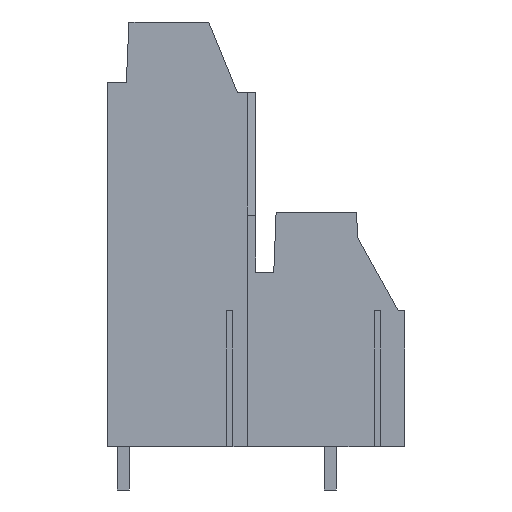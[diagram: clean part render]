
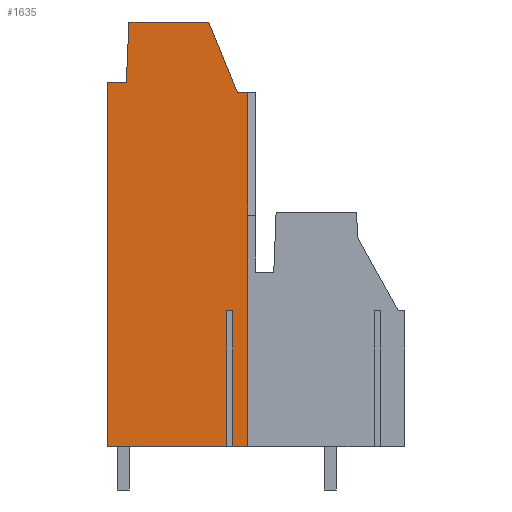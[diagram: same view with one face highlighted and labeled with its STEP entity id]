
A CAD part, left-side view. The second image highlights one B-rep face of the part: STEP entity #1635.
In plain terms, the highlighted planar face has unit normal (-1, 0, 0).
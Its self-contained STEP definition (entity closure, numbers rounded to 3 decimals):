
#1569=AXIS2_PLACEMENT_3D('Plane Axis2P3D',#1566,#1567,#1568) ;
#769=CARTESIAN_POINT('Line Origine',(0.,12.12,3.2)) ;
#773=CARTESIAN_POINT('Vertex',(0.,11.574,3.2)) ;
#775=CARTESIAN_POINT('Vertex',(0.,12.665,3.2)) ;
#824=CARTESIAN_POINT('Vertex',(0.,13.115,3.2)) ;
#827=CARTESIAN_POINT('Line Origine',(0.,17.528,3.2)) ;
#831=CARTESIAN_POINT('Vertex',(0.,21.94,3.2)) ;
#1340=CARTESIAN_POINT('Vertex',(0.,11.574,29.26)) ;
#1343=CARTESIAN_POINT('Line Origine',(0.,11.574,16.23)) ;
#1549=CARTESIAN_POINT('Vertex',(0.,12.337,29.26)) ;
#1552=CARTESIAN_POINT('Line Origine',(0.,11.956,29.26)) ;
#1566=CARTESIAN_POINT('Axis2P3D Location',(0.,11.,17.2)) ;
#1572=CARTESIAN_POINT('Control Point',(0.,20.328,34.47)) ;
#1573=CARTESIAN_POINT('Control Point',(0.,20.521,30.05)) ;
#1574=CARTESIAN_POINT('Vertex',(0.,20.328,34.47)) ;
#1576=CARTESIAN_POINT('Vertex',(0.,20.521,30.05)) ;
#1579=CARTESIAN_POINT('Line Origine',(0.,16.853,30.05)) ;
#1583=CARTESIAN_POINT('Vertex',(0.,21.94,30.05)) ;
#1586=CARTESIAN_POINT('Line Origine',(0.,21.94,34.47)) ;
#1591=CARTESIAN_POINT('Line Origine',(0.,13.115,34.47)) ;
#1595=CARTESIAN_POINT('Vertex',(0.,13.115,13.2)) ;
#1598=CARTESIAN_POINT('Line Origine',(0.,16.853,13.2)) ;
#1602=CARTESIAN_POINT('Vertex',(0.,12.665,13.2)) ;
#1605=CARTESIAN_POINT('Line Origine',(0.,12.665,34.47)) ;
#1611=CARTESIAN_POINT('Control Point',(0.,12.337,29.26)) ;
#1612=CARTESIAN_POINT('Control Point',(0.,14.449,34.47)) ;
#1613=CARTESIAN_POINT('Vertex',(0.,14.449,34.47)) ;
#1616=CARTESIAN_POINT('Line Origine',(0.,16.853,34.47)) ;
#770=DIRECTION('Vector Direction',(0.,1.,0.)) ;
#828=DIRECTION('Vector Direction',(0.,1.,0.)) ;
#1344=DIRECTION('Vector Direction',(0.,0.,-1.)) ;
#1553=DIRECTION('Vector Direction',(0.,1.,0.)) ;
#1567=DIRECTION('Axis2P3D Direction',(1.,0.,0.)) ;
#1568=DIRECTION('Axis2P3D XDirection',(0.,1.,0.)) ;
#1580=DIRECTION('Vector Direction',(0.,1.,0.)) ;
#1587=DIRECTION('Vector Direction',(0.,0.,1.)) ;
#1592=DIRECTION('Vector Direction',(0.,0.,1.)) ;
#1599=DIRECTION('Vector Direction',(0.,1.,0.)) ;
#1606=DIRECTION('Vector Direction',(0.,0.,1.)) ;
#1617=DIRECTION('Vector Direction',(0.,1.,0.)) ;
#771=VECTOR('Line Direction',#770,1.) ;
#829=VECTOR('Line Direction',#828,1.) ;
#1345=VECTOR('Line Direction',#1344,1.) ;
#1554=VECTOR('Line Direction',#1553,1.) ;
#1581=VECTOR('Line Direction',#1580,1.) ;
#1588=VECTOR('Line Direction',#1587,1.) ;
#1593=VECTOR('Line Direction',#1592,1.) ;
#1600=VECTOR('Line Direction',#1599,1.) ;
#1607=VECTOR('Line Direction',#1606,1.) ;
#1618=VECTOR('Line Direction',#1617,1.) ;
#1622=ORIENTED_EDGE('',*,*,#1578,.T.) ;
#1623=ORIENTED_EDGE('',*,*,#1585,.T.) ;
#1624=ORIENTED_EDGE('',*,*,#1590,.T.) ;
#1625=ORIENTED_EDGE('',*,*,#833,.F.) ;
#1626=ORIENTED_EDGE('',*,*,#1597,.T.) ;
#1627=ORIENTED_EDGE('',*,*,#1604,.T.) ;
#1628=ORIENTED_EDGE('',*,*,#1609,.F.) ;
#1629=ORIENTED_EDGE('',*,*,#777,.F.) ;
#1630=ORIENTED_EDGE('',*,*,#1347,.F.) ;
#1631=ORIENTED_EDGE('',*,*,#1556,.T.) ;
#1632=ORIENTED_EDGE('',*,*,#1615,.T.) ;
#1633=ORIENTED_EDGE('',*,*,#1620,.T.) ;
#1635=ADVANCED_FACE('housing',(#1634),#1570,.F.) ;
#1571=B_SPLINE_CURVE_WITH_KNOTS('',1,(#1572,#1573),.UNSPECIFIED.,.F.,.U.,(2,2),(-2.212,2.212),.UNSPECIFIED.) ;
#1610=B_SPLINE_CURVE_WITH_KNOTS('',1,(#1611,#1612),.UNSPECIFIED.,.F.,.U.,(2,2),(-2.811,2.811),.UNSPECIFIED.) ;
#777=EDGE_CURVE('',#774,#776,#772,.T.) ;
#833=EDGE_CURVE('',#825,#832,#830,.T.) ;
#1347=EDGE_CURVE('',#1341,#774,#1346,.T.) ;
#1556=EDGE_CURVE('',#1341,#1550,#1555,.T.) ;
#1578=EDGE_CURVE('',#1575,#1577,#1571,.T.) ;
#1585=EDGE_CURVE('',#1577,#1584,#1582,.T.) ;
#1590=EDGE_CURVE('',#1584,#832,#1589,.F.) ;
#1597=EDGE_CURVE('',#825,#1596,#1594,.T.) ;
#1604=EDGE_CURVE('',#1596,#1603,#1601,.F.) ;
#1609=EDGE_CURVE('',#776,#1603,#1608,.T.) ;
#1615=EDGE_CURVE('',#1550,#1614,#1610,.T.) ;
#1620=EDGE_CURVE('',#1614,#1575,#1619,.T.) ;
#1621=EDGE_LOOP('',(#1622,#1623,#1624,#1625,#1626,#1627,#1628,#1629,#1630,#1631,#1632,#1633)) ;
#1634=FACE_OUTER_BOUND('',#1621,.T.) ;
#772=LINE('Line',#769,#771) ;
#830=LINE('Line',#827,#829) ;
#1346=LINE('Line',#1343,#1345) ;
#1555=LINE('Line',#1552,#1554) ;
#1582=LINE('Line',#1579,#1581) ;
#1589=LINE('Line',#1586,#1588) ;
#1594=LINE('Line',#1591,#1593) ;
#1601=LINE('Line',#1598,#1600) ;
#1608=LINE('Line',#1605,#1607) ;
#1619=LINE('Line',#1616,#1618) ;
#1570=PLANE('',#1569) ;
#774=VERTEX_POINT('',#773) ;
#776=VERTEX_POINT('',#775) ;
#825=VERTEX_POINT('',#824) ;
#832=VERTEX_POINT('',#831) ;
#1341=VERTEX_POINT('',#1340) ;
#1550=VERTEX_POINT('',#1549) ;
#1575=VERTEX_POINT('',#1574) ;
#1577=VERTEX_POINT('',#1576) ;
#1584=VERTEX_POINT('',#1583) ;
#1596=VERTEX_POINT('',#1595) ;
#1603=VERTEX_POINT('',#1602) ;
#1614=VERTEX_POINT('',#1613) ;
